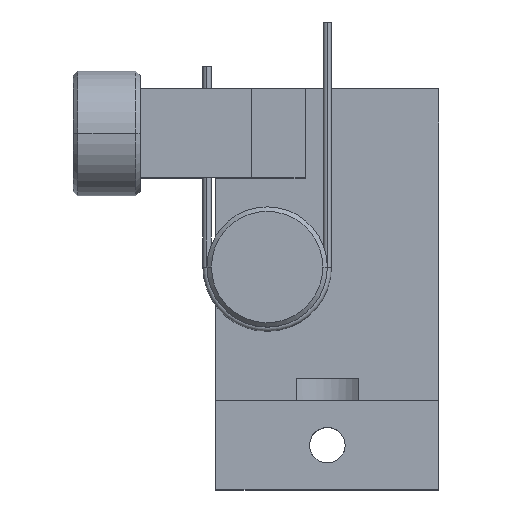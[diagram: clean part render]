
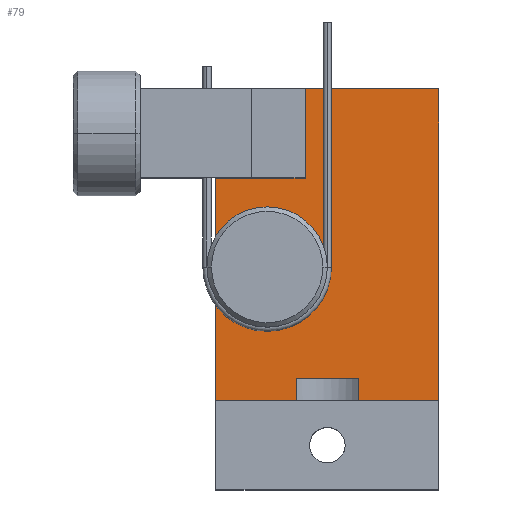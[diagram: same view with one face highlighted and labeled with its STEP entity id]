
A CAD part, top view. The second image highlights one B-rep face of the part: STEP entity #79.
In plain terms, the highlighted planar face has unit normal (0, 0, 1).
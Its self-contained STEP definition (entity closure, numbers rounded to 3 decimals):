
#25 = AXIS2_PLACEMENT_3D ( 'NONE', #418, #1325, #2032 ) ;
#79 = ADVANCED_FACE ( 'NONE', ( #800, #1708 ), #2000, .T. ) ;
#85 = VECTOR ( 'NONE', #2465, 1000. ) ;
#96 = CARTESIAN_POINT ( 'NONE',  ( -76.987, -20., 10. ) ) ;
#102 = AXIS2_PLACEMENT_3D ( 'NONE', #1481, #629, #2682 ) ;
#187 = VECTOR ( 'NONE', #2659, 1000. ) ;
#208 = EDGE_LOOP ( 'NONE', ( #2781, #2805, #2871, #250, #423, #557, #1091, #2701, #288, #1009 ) ) ;
#227 = CARTESIAN_POINT ( 'NONE',  ( -79.25, 5., 10. ) ) ;
#246 = DIRECTION ( 'NONE',  ( 0., -1., 0. ) ) ;
#250 = ORIENTED_EDGE ( 'NONE', *, *, #1701, .F. ) ;
#261 = EDGE_CURVE ( 'NONE', #2176, #2689, #2911, .T. ) ;
#269 = ORIENTED_EDGE ( 'NONE', *, *, #561, .T. ) ;
#288 = ORIENTED_EDGE ( 'NONE', *, *, #1450, .F. ) ;
#309 = DIRECTION ( 'NONE',  ( 0., 1., 0. ) ) ;
#358 = CIRCLE ( 'NONE', #2021, 4.25 ) ;
#370 = EDGE_LOOP ( 'NONE', ( #269, #2151 ) ) ;
#384 = CARTESIAN_POINT ( 'NONE',  ( -83.5, 5., 10. ) ) ;
#388 = CARTESIAN_POINT ( 'NONE',  ( -45., -45., 10. ) ) ;
#418 = CARTESIAN_POINT ( 'NONE',  ( -83.5, 5., 10. ) ) ;
#423 = ORIENTED_EDGE ( 'NONE', *, *, #1048, .T. ) ;
#442 = CARTESIAN_POINT ( 'NONE',  ( -95., -45., 10. ) ) ;
#457 = VECTOR ( 'NONE', #2436, 1000. ) ;
#534 = DIRECTION ( 'NONE',  ( 1., 0., 0. ) ) ;
#543 = EDGE_CURVE ( 'NONE', #1806, #1522, #644, .T. ) ;
#557 = ORIENTED_EDGE ( 'NONE', *, *, #1974, .F. ) ;
#561 = EDGE_CURVE ( 'NONE', #2873, #835, #1934, .T. ) ;
#629 = DIRECTION ( 'NONE',  ( 0., 0., 1. ) ) ;
#644 = LINE ( 'NONE', #1551, #457 ) ;
#681 = CARTESIAN_POINT ( 'NONE',  ( -95., 25., 10. ) ) ;
#800 = FACE_BOUND ( 'NONE', #370, .T. ) ;
#835 = VERTEX_POINT ( 'NONE', #227 ) ;
#900 = EDGE_CURVE ( 'NONE', #2176, #2209, #1782, .T. ) ;
#918 = CARTESIAN_POINT ( 'NONE',  ( -75., 0., 10. ) ) ;
#937 = VERTEX_POINT ( 'NONE', #2260 ) ;
#1009 = ORIENTED_EDGE ( 'NONE', *, *, #2026, .T. ) ;
#1027 = DIRECTION ( 'NONE',  ( 0., -1., 0. ) ) ;
#1045 = LINE ( 'NONE', #388, #2770 ) ;
#1048 = EDGE_CURVE ( 'NONE', #1455, #1492, #1437, .T. ) ;
#1091 = ORIENTED_EDGE ( 'NONE', *, *, #543, .T. ) ;
#1218 = CARTESIAN_POINT ( 'NONE',  ( -87.75, 5., 10. ) ) ;
#1222 = VECTOR ( 'NONE', #1027, 1000. ) ;
#1274 = CARTESIAN_POINT ( 'NONE',  ( -76.987, -25., 10. ) ) ;
#1286 = DIRECTION ( 'NONE',  ( 0., -1., 0. ) ) ;
#1325 = DIRECTION ( 'NONE',  ( 0., 0., -1. ) ) ;
#1390 = CARTESIAN_POINT ( 'NONE',  ( -45., 45., 10. ) ) ;
#1437 = LINE ( 'NONE', #2793, #1824 ) ;
#1450 = EDGE_CURVE ( 'NONE', #2219, #2842, #2561, .T. ) ;
#1455 = VERTEX_POINT ( 'NONE', #96 ) ;
#1471 = CARTESIAN_POINT ( 'NONE',  ( -75., 45., 10. ) ) ;
#1481 = CARTESIAN_POINT ( 'NONE',  ( -70., 0., 10. ) ) ;
#1492 = VERTEX_POINT ( 'NONE', #2130 ) ;
#1522 = VERTEX_POINT ( 'NONE', #2087 ) ;
#1551 = CARTESIAN_POINT ( 'NONE',  ( -45., -25., 10. ) ) ;
#1563 = CARTESIAN_POINT ( 'NONE',  ( -70., 25., 10. ) ) ;
#1701 = EDGE_CURVE ( 'NONE', #1455, #2209, #2392, .T. ) ;
#1708 = FACE_OUTER_BOUND ( 'NONE', #208, .T. ) ;
#1718 = EDGE_CURVE ( 'NONE', #835, #2873, #358, .T. ) ;
#1782 = LINE ( 'NONE', #2908, #187 ) ;
#1794 = VECTOR ( 'NONE', #246, 1000. ) ;
#1799 = LINE ( 'NONE', #1563, #2403 ) ;
#1806 = VERTEX_POINT ( 'NONE', #2160 ) ;
#1824 = VECTOR ( 'NONE', #534, 1000. ) ;
#1857 = CARTESIAN_POINT ( 'NONE',  ( -63.013, -20., 10. ) ) ;
#1875 = CARTESIAN_POINT ( 'NONE',  ( -95., 45., 10. ) ) ;
#1934 = CIRCLE ( 'NONE', #25, 4.25 ) ;
#1974 = EDGE_CURVE ( 'NONE', #1806, #1492, #2318, .T. ) ;
#2000 = PLANE ( 'NONE',  #102 ) ;
#2021 = AXIS2_PLACEMENT_3D ( 'NONE', #384, #2352, #2602 ) ;
#2026 = EDGE_CURVE ( 'NONE', #2219, #937, #2749, .T. ) ;
#2032 = DIRECTION ( 'NONE',  ( -1., 0., 0. ) ) ;
#2087 = CARTESIAN_POINT ( 'NONE',  ( -45., -25., 10. ) ) ;
#2130 = CARTESIAN_POINT ( 'NONE',  ( -63.013, -20., 10. ) ) ;
#2151 = ORIENTED_EDGE ( 'NONE', *, *, #1718, .T. ) ;
#2159 = VECTOR ( 'NONE', #309, 1000. ) ;
#2160 = CARTESIAN_POINT ( 'NONE',  ( -63.013, -25., 10. ) ) ;
#2175 = CARTESIAN_POINT ( 'NONE',  ( -76.987, -20., 10. ) ) ;
#2176 = VERTEX_POINT ( 'NONE', #2808 ) ;
#2185 = DIRECTION ( 'NONE',  ( 1., 0., 0. ) ) ;
#2209 = VERTEX_POINT ( 'NONE', #1274 ) ;
#2219 = VERTEX_POINT ( 'NONE', #1471 ) ;
#2260 = CARTESIAN_POINT ( 'NONE',  ( -75., 25., 10. ) ) ;
#2318 = LINE ( 'NONE', #1857, #2159 ) ;
#2352 = DIRECTION ( 'NONE',  ( 0., 0., -1. ) ) ;
#2359 = EDGE_CURVE ( 'NONE', #2689, #937, #1799, .T. ) ;
#2392 = LINE ( 'NONE', #2175, #1222 ) ;
#2403 = VECTOR ( 'NONE', #2185, 1000. ) ;
#2436 = DIRECTION ( 'NONE',  ( 1., 0., 0. ) ) ;
#2465 = DIRECTION ( 'NONE',  ( 0., 1., 0. ) ) ;
#2546 = DIRECTION ( 'NONE',  ( 1., 0., 0. ) ) ;
#2561 = LINE ( 'NONE', #1875, #2906 ) ;
#2602 = DIRECTION ( 'NONE',  ( -1., 0., 0. ) ) ;
#2659 = DIRECTION ( 'NONE',  ( 1., 0., 0. ) ) ;
#2682 = DIRECTION ( 'NONE',  ( -1., 0., 0. ) ) ;
#2689 = VERTEX_POINT ( 'NONE', #681 ) ;
#2701 = ORIENTED_EDGE ( 'NONE', *, *, #2936, .F. ) ;
#2749 = LINE ( 'NONE', #918, #1794 ) ;
#2770 = VECTOR ( 'NONE', #1286, 1000. ) ;
#2781 = ORIENTED_EDGE ( 'NONE', *, *, #2359, .F. ) ;
#2793 = CARTESIAN_POINT ( 'NONE',  ( -70., -20., 10. ) ) ;
#2805 = ORIENTED_EDGE ( 'NONE', *, *, #261, .F. ) ;
#2808 = CARTESIAN_POINT ( 'NONE',  ( -95., -25., 10. ) ) ;
#2842 = VERTEX_POINT ( 'NONE', #1390 ) ;
#2871 = ORIENTED_EDGE ( 'NONE', *, *, #900, .T. ) ;
#2873 = VERTEX_POINT ( 'NONE', #1218 ) ;
#2906 = VECTOR ( 'NONE', #2546, 1000. ) ;
#2908 = CARTESIAN_POINT ( 'NONE',  ( -45., -25., 10. ) ) ;
#2911 = LINE ( 'NONE', #442, #85 ) ;
#2936 = EDGE_CURVE ( 'NONE', #2842, #1522, #1045, .T. ) ;
